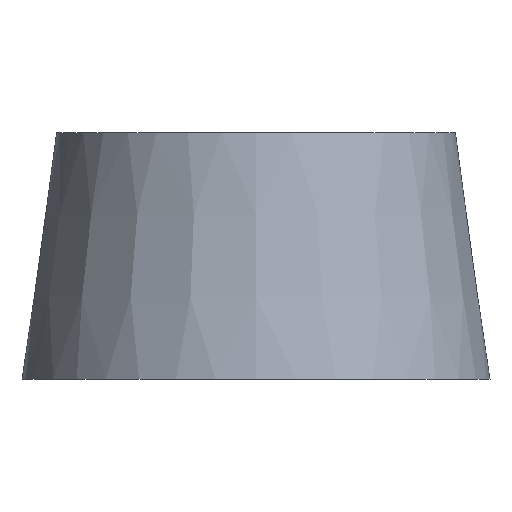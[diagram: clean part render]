
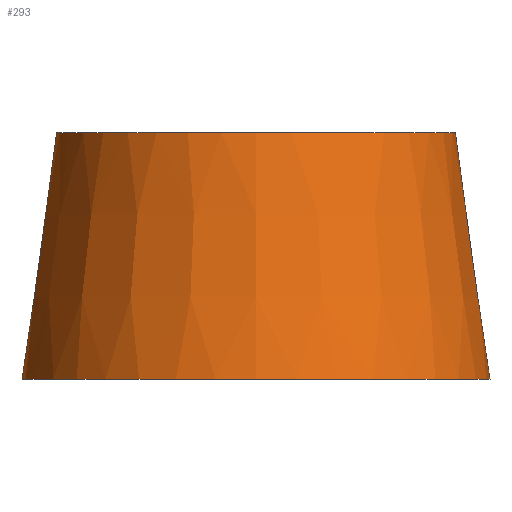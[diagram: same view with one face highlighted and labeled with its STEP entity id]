
A CAD part, left-side view. The second image highlights one B-rep face of the part: STEP entity #293.
In plain terms, the highlighted conical face has half-angle 8 degrees and reference radius 9.5 mm.
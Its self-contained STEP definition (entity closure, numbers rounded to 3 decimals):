
#32=FACE_OUTER_BOUND('',#48,.T.);
#48=EDGE_LOOP('',(#208,#209,#210,#211));
#66=LINE('',#444,#96);
#96=VECTOR('',#357,9.5);
#126=CIRCLE('',#324,8.095);
#127=CIRCLE('',#325,9.5);
#138=VERTEX_POINT('',#441);
#139=VERTEX_POINT('',#443);
#166=EDGE_CURVE('',#138,#138,#126,.F.);
#167=EDGE_CURVE('',#138,#139,#66,.T.);
#168=EDGE_CURVE('',#139,#139,#127,.T.);
#208=ORIENTED_EDGE('',*,*,#166,.F.);
#209=ORIENTED_EDGE('',*,*,#167,.T.);
#210=ORIENTED_EDGE('',*,*,#168,.F.);
#211=ORIENTED_EDGE('',*,*,#167,.F.);
#292=CONICAL_SURFACE('',#323,9.5,0.14);
#293=ADVANCED_FACE('',(#32),#292,.T.);
#323=AXIS2_PLACEMENT_3D('',#440,#353,#354);
#324=AXIS2_PLACEMENT_3D('',#442,#355,#356);
#325=AXIS2_PLACEMENT_3D('',#445,#358,#359);
#353=DIRECTION('center_axis',(0.,0.,-1.));
#354=DIRECTION('ref_axis',(1.,0.,0.));
#355=DIRECTION('center_axis',(0.,0.,-1.));
#356=DIRECTION('ref_axis',(1.,0.,0.));
#357=DIRECTION('',(-0.139,0.,-0.99));
#358=DIRECTION('center_axis',(0.,0.,-1.));
#359=DIRECTION('ref_axis',(1.,0.,0.));
#440=CARTESIAN_POINT('Origin',(0.,-80.,0.));
#441=CARTESIAN_POINT('',(-8.095,-80.,10.));
#442=CARTESIAN_POINT('Origin',(0.,-80.,10.));
#443=CARTESIAN_POINT('',(-9.5,-80.,0.));
#444=CARTESIAN_POINT('',(-9.5,-80.,0.));
#445=CARTESIAN_POINT('Origin',(0.,-80.,0.));
